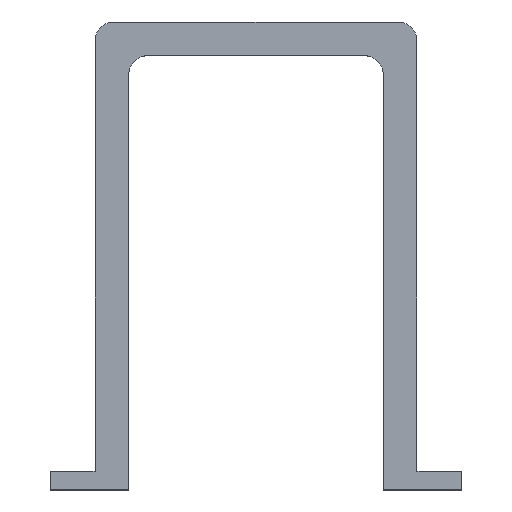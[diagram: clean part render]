
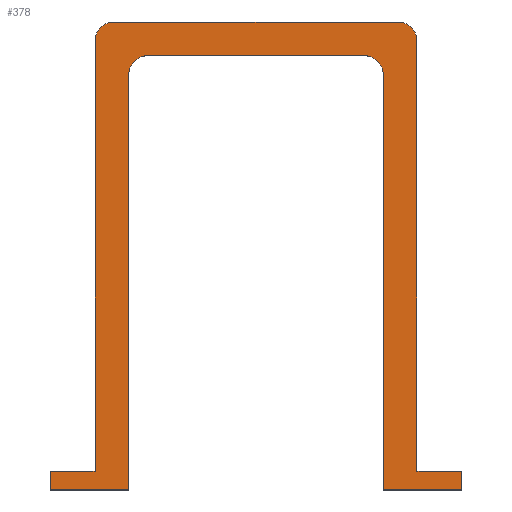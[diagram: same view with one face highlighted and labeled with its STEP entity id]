
A CAD part, top view. The second image highlights one B-rep face of the part: STEP entity #378.
In plain terms, the highlighted planar face has unit normal (0, 0, 1).
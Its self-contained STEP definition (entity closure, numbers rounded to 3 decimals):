
#19=PLANE('',#414);
#34=FACE_OUTER_BOUND('',#54,.T.);
#54=EDGE_LOOP('',(#267,#268,#269,#270,#271,#272,#273,#274,#275,#276,#277,
#278,#279,#280,#281,#282));
#79=LINE('',#563,#121);
#80=LINE('',#567,#122);
#81=LINE('',#569,#123);
#82=LINE('',#571,#124);
#83=LINE('',#573,#125);
#84=LINE('',#575,#126);
#85=LINE('',#579,#127);
#86=LINE('',#583,#128);
#87=LINE('',#585,#129);
#88=LINE('',#587,#130);
#89=LINE('',#589,#131);
#90=LINE('',#590,#132);
#121=VECTOR('',#455,10.);
#122=VECTOR('',#458,10.);
#123=VECTOR('',#459,10.);
#124=VECTOR('',#460,10.);
#125=VECTOR('',#461,10.);
#126=VECTOR('',#462,10.);
#127=VECTOR('',#465,10.);
#128=VECTOR('',#468,10.);
#129=VECTOR('',#469,10.);
#130=VECTOR('',#470,10.);
#131=VECTOR('',#471,10.);
#132=VECTOR('',#472,10.);
#161=CIRCLE('',#412,2.5);
#163=CIRCLE('',#415,2.5);
#164=CIRCLE('',#416,2.5);
#165=CIRCLE('',#417,2.5);
#173=VERTEX_POINT('',#553);
#174=VERTEX_POINT('',#554);
#177=VERTEX_POINT('',#562);
#178=VERTEX_POINT('',#564);
#179=VERTEX_POINT('',#566);
#180=VERTEX_POINT('',#568);
#181=VERTEX_POINT('',#570);
#182=VERTEX_POINT('',#572);
#183=VERTEX_POINT('',#574);
#184=VERTEX_POINT('',#576);
#185=VERTEX_POINT('',#578);
#186=VERTEX_POINT('',#580);
#187=VERTEX_POINT('',#582);
#188=VERTEX_POINT('',#584);
#189=VERTEX_POINT('',#586);
#190=VERTEX_POINT('',#588);
#209=EDGE_CURVE('',#173,#174,#161,.T.);
#213=EDGE_CURVE('',#173,#177,#79,.T.);
#214=EDGE_CURVE('',#178,#177,#163,.T.);
#215=EDGE_CURVE('',#178,#179,#80,.T.);
#216=EDGE_CURVE('',#179,#180,#81,.T.);
#217=EDGE_CURVE('',#180,#181,#82,.T.);
#218=EDGE_CURVE('',#181,#182,#83,.T.);
#219=EDGE_CURVE('',#182,#183,#84,.T.);
#220=EDGE_CURVE('',#184,#183,#164,.T.);
#221=EDGE_CURVE('',#184,#185,#85,.T.);
#222=EDGE_CURVE('',#186,#185,#165,.T.);
#223=EDGE_CURVE('',#186,#187,#86,.T.);
#224=EDGE_CURVE('',#187,#188,#87,.T.);
#225=EDGE_CURVE('',#188,#189,#88,.T.);
#226=EDGE_CURVE('',#189,#190,#89,.T.);
#227=EDGE_CURVE('',#190,#174,#90,.T.);
#267=ORIENTED_EDGE('',*,*,#209,.F.);
#268=ORIENTED_EDGE('',*,*,#213,.T.);
#269=ORIENTED_EDGE('',*,*,#214,.F.);
#270=ORIENTED_EDGE('',*,*,#215,.T.);
#271=ORIENTED_EDGE('',*,*,#216,.T.);
#272=ORIENTED_EDGE('',*,*,#217,.T.);
#273=ORIENTED_EDGE('',*,*,#218,.T.);
#274=ORIENTED_EDGE('',*,*,#219,.T.);
#275=ORIENTED_EDGE('',*,*,#220,.F.);
#276=ORIENTED_EDGE('',*,*,#221,.T.);
#277=ORIENTED_EDGE('',*,*,#222,.F.);
#278=ORIENTED_EDGE('',*,*,#223,.T.);
#279=ORIENTED_EDGE('',*,*,#224,.T.);
#280=ORIENTED_EDGE('',*,*,#225,.T.);
#281=ORIENTED_EDGE('',*,*,#226,.T.);
#282=ORIENTED_EDGE('',*,*,#227,.T.);
#378=ADVANCED_FACE('',(#34),#19,.T.);
#412=AXIS2_PLACEMENT_3D('',#555,#447,#448);
#414=AXIS2_PLACEMENT_3D('',#561,#453,#454);
#415=AXIS2_PLACEMENT_3D('',#565,#456,#457);
#416=AXIS2_PLACEMENT_3D('',#577,#463,#464);
#417=AXIS2_PLACEMENT_3D('',#581,#466,#467);
#447=DIRECTION('center_axis',(0.,0.,-1.));
#448=DIRECTION('ref_axis',(0.707,0.707,0.));
#453=DIRECTION('center_axis',(0.,0.,1.));
#454=DIRECTION('ref_axis',(1.,0.,0.));
#455=DIRECTION('',(-1.,0.,0.));
#456=DIRECTION('center_axis',(0.,0.,-1.));
#457=DIRECTION('ref_axis',(-0.707,0.707,0.));
#458=DIRECTION('',(0.,-1.,0.));
#459=DIRECTION('',(-1.,0.,0.));
#460=DIRECTION('',(0.,-1.,0.));
#461=DIRECTION('',(1.,0.,0.));
#462=DIRECTION('',(0.,1.,0.));
#463=DIRECTION('center_axis',(0.,0.,1.));
#464=DIRECTION('ref_axis',(-0.707,0.707,0.));
#465=DIRECTION('',(1.,0.,0.));
#466=DIRECTION('center_axis',(0.,0.,1.));
#467=DIRECTION('ref_axis',(0.707,0.707,0.));
#468=DIRECTION('',(0.,-1.,0.));
#469=DIRECTION('',(1.,0.,0.));
#470=DIRECTION('',(0.,1.,0.));
#471=DIRECTION('',(-1.,0.,0.));
#472=DIRECTION('',(0.,1.,0.));
#553=CARTESIAN_POINT('',(19.,62.5,7.));
#554=CARTESIAN_POINT('',(21.5,60.,7.));
#555=CARTESIAN_POINT('Origin',(19.,60.,7.));
#561=CARTESIAN_POINT('Origin',(0.,31.25,7.));
#562=CARTESIAN_POINT('',(-19.,62.5,7.));
#563=CARTESIAN_POINT('',(-21.5,62.5,7.));
#564=CARTESIAN_POINT('',(-21.5,60.,7.));
#565=CARTESIAN_POINT('Origin',(-19.,60.,7.));
#566=CARTESIAN_POINT('',(-21.5,2.5,7.));
#567=CARTESIAN_POINT('',(-21.5,2.5,7.));
#568=CARTESIAN_POINT('',(-27.5,2.5,7.));
#569=CARTESIAN_POINT('',(-27.5,2.5,7.));
#570=CARTESIAN_POINT('',(-27.5,0.,7.));
#571=CARTESIAN_POINT('',(-27.5,0.,7.));
#572=CARTESIAN_POINT('',(-17.,0.,7.));
#573=CARTESIAN_POINT('',(-27.5,0.,7.));
#574=CARTESIAN_POINT('',(-17.,55.5,7.));
#575=CARTESIAN_POINT('',(-17.,15.625,7.));
#576=CARTESIAN_POINT('',(-14.5,58.,7.));
#577=CARTESIAN_POINT('Origin',(-14.5,55.5,7.));
#578=CARTESIAN_POINT('',(14.5,58.,7.));
#579=CARTESIAN_POINT('',(7.,58.,7.));
#580=CARTESIAN_POINT('',(17.,55.5,7.));
#581=CARTESIAN_POINT('Origin',(14.5,55.5,7.));
#582=CARTESIAN_POINT('',(17.,0.,7.));
#583=CARTESIAN_POINT('',(17.,45.625,7.));
#584=CARTESIAN_POINT('',(27.5,0.,7.));
#585=CARTESIAN_POINT('',(-27.5,0.,7.));
#586=CARTESIAN_POINT('',(27.5,2.5,7.));
#587=CARTESIAN_POINT('',(27.5,2.5,7.));
#588=CARTESIAN_POINT('',(21.5,2.5,7.));
#589=CARTESIAN_POINT('',(27.5,2.5,7.));
#590=CARTESIAN_POINT('',(21.5,2.5,7.));
